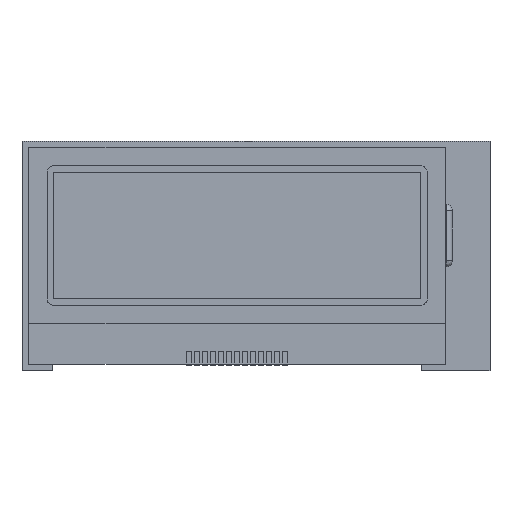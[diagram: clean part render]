
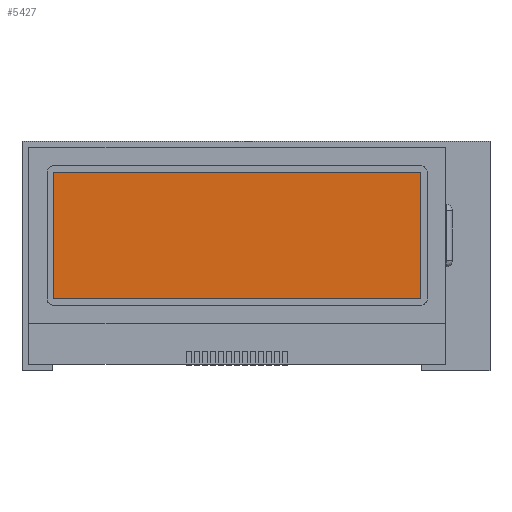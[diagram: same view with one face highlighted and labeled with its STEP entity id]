
A CAD part, top view. The second image highlights one B-rep face of the part: STEP entity #5427.
In plain terms, the highlighted planar face has unit normal (0, 0, 1).
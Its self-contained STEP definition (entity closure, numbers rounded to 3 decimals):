
#546=FACE_OUTER_BOUND($,#885,.T.);
#885=EDGE_LOOP($,(#4794,#4795,#4796,#4797));
#1504=LINE($,#9042,#2133);
#1508=LINE($,#9050,#2137);
#1511=LINE($,#9056,#2140);
#1514=LINE($,#9061,#2143);
#2133=VECTOR($,#7417,58.5);
#2137=VECTOR($,#7423,20.18);
#2140=VECTOR($,#7428,58.5);
#2143=VECTOR($,#7433,20.18);
#2619=VERTEX_POINT($,#9040);
#2620=VERTEX_POINT($,#9041);
#2623=VERTEX_POINT($,#9049);
#2625=VERTEX_POINT($,#9055);
#3340=EDGE_CURVE($,#2619,#2620,#1504,.T.);
#3344=EDGE_CURVE($,#2620,#2623,#1508,.T.);
#3347=EDGE_CURVE($,#2623,#2625,#1511,.T.);
#3350=EDGE_CURVE($,#2625,#2619,#1514,.T.);
#4794=ORIENTED_EDGE($,*,*,#3350,.T.);
#4795=ORIENTED_EDGE($,*,*,#3340,.T.);
#4796=ORIENTED_EDGE($,*,*,#3344,.T.);
#4797=ORIENTED_EDGE($,*,*,#3347,.T.);
#5089=PLANE($,#5950);
#5427=ADVANCED_FACE($,(#546),#5089,.T.);
#5950=AXIS2_PLACEMENT_3D($,#9063,#7435,#7436);
#7417=DIRECTION($,(-1.,0.,0.));
#7423=DIRECTION($,(0.,-1.,0.));
#7428=DIRECTION($,(1.,0.,0.));
#7433=DIRECTION($,(0.,1.,0.));
#7435=DIRECTION('center_axis',(0.,0.,1.));
#7436=DIRECTION('ref_axis',(1.,0.,0.));
#9040=CARTESIAN_POINT('',(26.25,13.34,6.2));
#9041=CARTESIAN_POINT('',(-32.25,13.34,6.2));
#9042=CARTESIAN_POINT($,(26.25,13.34,6.2));
#9049=CARTESIAN_POINT('',(-32.25,-6.84,6.2));
#9050=CARTESIAN_POINT($,(-32.25,13.34,6.2));
#9055=CARTESIAN_POINT('',(26.25,-6.84,6.2));
#9056=CARTESIAN_POINT($,(-32.25,-6.84,6.2));
#9061=CARTESIAN_POINT($,(26.25,-6.84,6.2));
#9063=CARTESIAN_POINT('Origin',(-3.,3.25,6.2));
